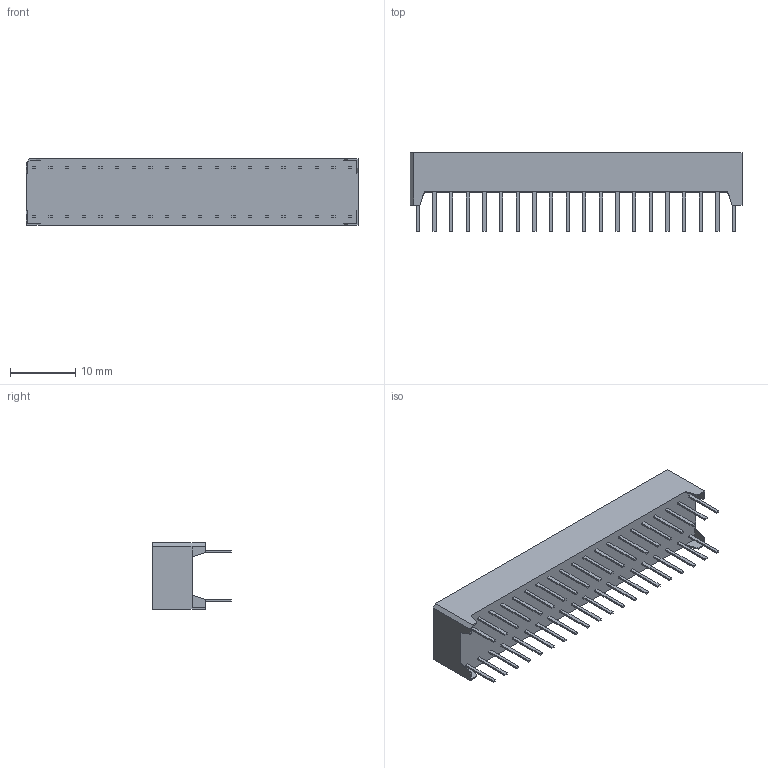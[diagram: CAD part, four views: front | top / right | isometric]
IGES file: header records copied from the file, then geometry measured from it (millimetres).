
Start section: SolidWorks IGES file using analytic representation for surfaces
Global section: file name: DC-20.IGS; native system: SolidWorks 2008; preprocessor: SolidWorks 2008; author: evant; date: 080905.182608; units: millimetre
Bounding box: 50.7 x 12 x 10.16 mm (x, y, z)
Surface area: 2188.4 mm2 (no closed solid volume)
Topology: 0 solids, 0 shells, 611 faces, 4857 edges, 6420 vertices
Faces by surface type: bspline 611
